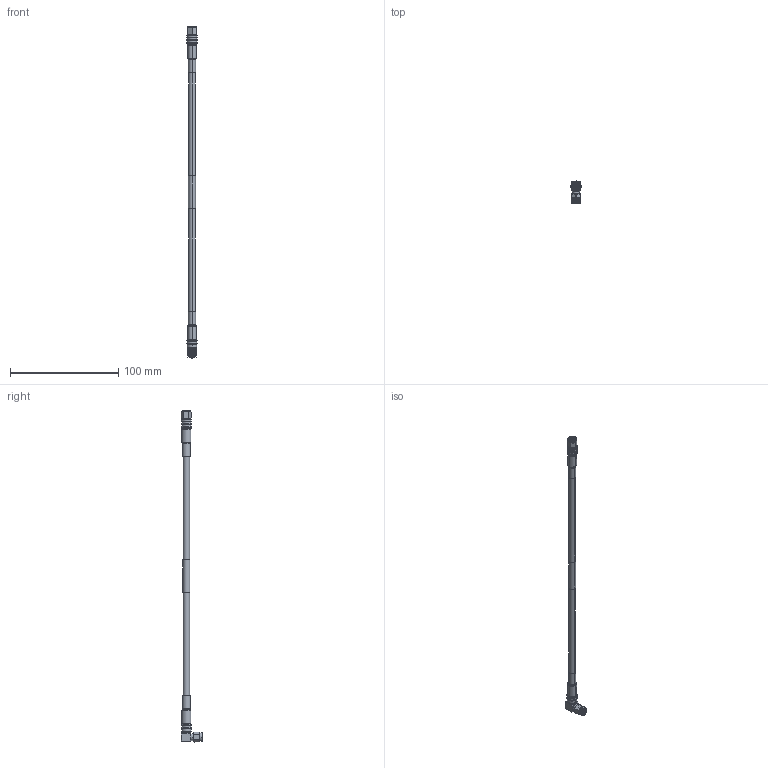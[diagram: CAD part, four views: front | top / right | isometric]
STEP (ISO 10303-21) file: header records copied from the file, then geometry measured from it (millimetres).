
FILE_DESCRIPTION (( 'STEP AP214' ), '1' );
FILE_NAME ('FMC00724_3D.step', '2023-02-10T19:39:14', ( '' ), ( '' ), 'SwSTEP 2.0', 'SolidWorks 2022', '' );
FILE_SCHEMA (( 'AUTOMOTIVE_DESIGN' ));
Length unit declared in the file: inch
Products named in the file (10): EZ-240-SM-RA-X_body; Copy of LMR-240-UF^FMC00724_WITH LABEL; Part3^FMC00724; EZ-240-SM-RA-X_ferrule; FMC00724_3D; Copy of TC-240-SM-SS-X^FMC00724; TC-240-SM-SS-X_c-contact; TC-240-SM-SS-X_ferrule; Copy of EZ-240-SM-RA-X^FMC00724; TC-240-SM-SS-X_body
Assembly tree (9 placements, depth 3):
  FMC00724_3D
    Copy of TC-240-SM-SS-X^FMC00724
      TC-240-SM-SS-X_body
      TC-240-SM-SS-X_c-contact
      TC-240-SM-SS-X_ferrule
    Copy of EZ-240-SM-RA-X^FMC00724
      EZ-240-SM-RA-X_body
      EZ-240-SM-RA-X_ferrule
    Copy of LMR-240-UF^FMC00724_WITH LABEL
    Part3^FMC00724
Bounding box: 9.5 x 19.95 x 306.67 mm (x, y, z)
Volume: 10740.6 mm3; surface area: 11194.7 mm2
Topology: 8 solids, 8 shells, 456 faces, 1039 edges, 648 vertices
Faces by surface type: plane 138, cylinder 126, cone 110, bspline 68, torus 10, sphere 4
Entity records: 15019 total; most frequent: CARTESIAN_POINT 4666, ORIENTED_EDGE 2078, DIRECTION 1982, EDGE_CURVE 1039, AXIS2_PLACEMENT_3D 826, VERTEX_POINT 648, EDGE_LOOP 513, ADVANCED_FACE 456
